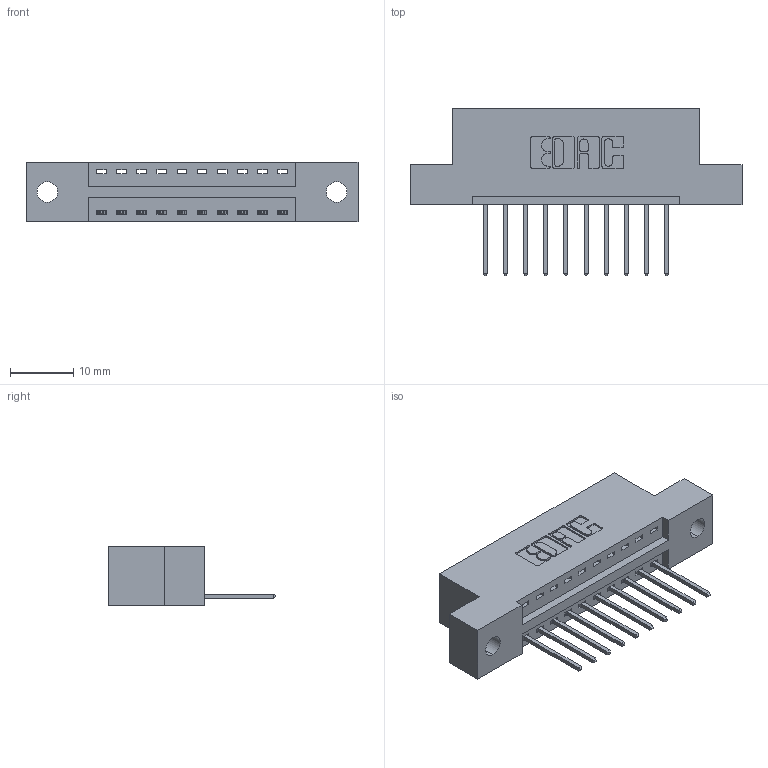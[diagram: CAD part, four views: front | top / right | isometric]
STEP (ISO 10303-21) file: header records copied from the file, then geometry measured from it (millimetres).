
FILE_DESCRIPTION (( 'STEP AP203' ), '1' );
FILE_NAME ('396-010-522-102.STEP', '2018-08-31T02:30:28', ( '' ), ( '' ), 'SwSTEP 2.0', 'SolidWorks 2016', '' );
FILE_SCHEMA (( 'CONFIG_CONTROL_DESIGN' ));
Length unit declared in the file: inch
Products named in the file (3): 346 Part_Flush Mounting Lugs - 0.128 Dia; 345-292-001_345-293-122; 396-010-522-102
Assembly tree (11 placements, depth 2):
  396-010-522-102
    346 Part_Flush Mounting Lugs - 0.128 Dia
    345-292-001_345-293-122  x10
Bounding box: 52.32 x 26.42 x 9.4 mm (x, y, z)
Volume: 4752.7 mm3; surface area: 5360.5 mm2
Topology: 11 solids, 11 shells, 702 faces, 2089 edges, 1378 vertices
Faces by surface type: plane 476, cylinder 226
Entity records: 10535 total; most frequent: CARTESIAN_POINT 1822, ORIENTED_EDGE 1766, DIRECTION 1647, EDGE_CURVE 883, LINE 711, VECTOR 711, VERTEX_POINT 586, AXIS2_PLACEMENT_3D 468
